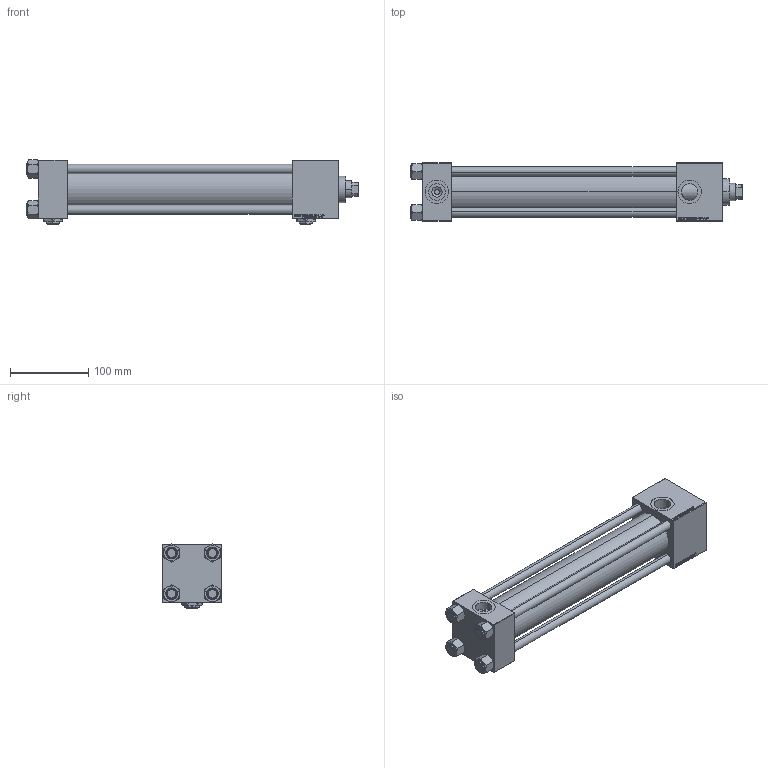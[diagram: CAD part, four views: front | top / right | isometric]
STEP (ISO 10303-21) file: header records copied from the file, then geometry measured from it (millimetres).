
FILE_DESCRIPTION (( 'STEP AP203' ), '1' );
FILE_NAME ('0223.STEP', '2022-04-16T04:27:31', ( '' ), ( '' ), 'SwSTEP 2.0', 'SolidWorks 2019', '' );
FILE_SCHEMA (( 'CONFIG_CONTROL_DESIGN' ));
Length unit declared in the file: millimetre
Products named in the file (7): Zatka_pro_OIL_PORT 093ffe46f9023439f612b490f5c331c5; V215CR_C_Body 093ffe46f9023439f612b490f5c331c5; V215CR_VCP_C 093ffe46f9023439f612b490f5c331c5; 0223; V215_VC_A 093ffe46f9023439f612b490f5c331c5; V215CR_C_TYCINKA 093ffe46f9023439f612b490f5c331c5; NUT_M5_C 093ffe46f9023439f612b490f5c331c5
Assembly tree (13 placements, depth 2):
  0223
    V215CR_C_Body 093ffe46f9023439f612b490f5c331c5
    V215CR_VCP_C 093ffe46f9023439f612b490f5c331c5
    NUT_M5_C 093ffe46f9023439f612b490f5c331c5  x4
    V215CR_C_TYCINKA 093ffe46f9023439f612b490f5c331c5  x4
    V215_VC_A 093ffe46f9023439f612b490f5c331c5
    Zatka_pro_OIL_PORT 093ffe46f9023439f612b490f5c331c5  x2
Bounding box: 425 x 75 x 82.27 mm (x, y, z)
Volume: 958156.6 mm3; surface area: 279012.6 mm2
Topology: 13 solids, 13 shells, 1255 faces, 3116 edges, 2011 vertices
Faces by surface type: plane 575, bspline 392, cone 178, cylinder 102, torus 8
Entity records: 52413 total; most frequent: CARTESIAN_POINT 27783, ORIENTED_EDGE 5532, DIRECTION 3582, EDGE_CURVE 2766, VERTEX_POINT 1809, LINE 1642, VECTOR 1642, EDGE_LOOP 1231
